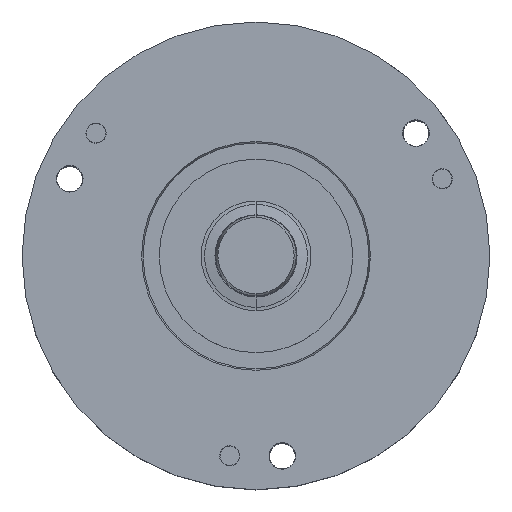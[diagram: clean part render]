
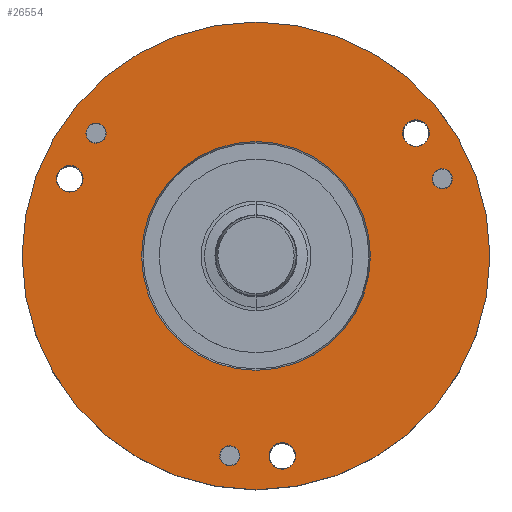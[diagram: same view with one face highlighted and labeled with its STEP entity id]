
A CAD part, top view. The second image highlights one B-rep face of the part: STEP entity #26554.
In plain terms, the highlighted planar face has unit normal (0, 0, 1).
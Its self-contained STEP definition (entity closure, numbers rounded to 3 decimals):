
#4237=CARTESIAN_POINT('',(0.,0.,25.));
#4238=DIRECTION('',(0.,0.,1.));
#4239=DIRECTION('',(1.,0.,0.));
#4240=AXIS2_PLACEMENT_3D('',#4237,#4238,#4239);
#4242=CARTESIAN_POINT('',(0.,0.,25.));
#4243=DIRECTION('',(0.,0.,1.));
#4244=DIRECTION('',(-1.,0.,0.));
#4245=AXIS2_PLACEMENT_3D('',#4242,#4243,#4244);
#4247=CARTESIAN_POINT('',(-19.834,15.219,25.));
#4248=DIRECTION('',(0.,0.,-1.));
#4249=DIRECTION('',(-0.793,0.609,0.));
#4250=AXIS2_PLACEMENT_3D('',#4247,#4248,#4249);
#4252=CARTESIAN_POINT('',(-19.834,15.219,25.));
#4253=DIRECTION('',(0.,0.,-1.));
#4254=DIRECTION('',(0.793,-0.609,0.));
#4255=AXIS2_PLACEMENT_3D('',#4252,#4253,#4254);
#4257=CARTESIAN_POINT('',(-3.263,-24.786,25.));
#4258=DIRECTION('',(0.,0.,-1.));
#4259=DIRECTION('',(-0.131,-0.991,0.));
#4260=AXIS2_PLACEMENT_3D('',#4257,#4258,#4259);
#4262=CARTESIAN_POINT('',(-3.263,-24.786,25.));
#4263=DIRECTION('',(0.,0.,-1.));
#4264=DIRECTION('',(0.131,0.991,0.));
#4265=AXIS2_PLACEMENT_3D('',#4262,#4263,#4264);
#4267=CARTESIAN_POINT('',(23.097,9.567,25.));
#4268=DIRECTION('',(0.,0.,-1.));
#4269=DIRECTION('',(0.924,0.383,0.));
#4270=AXIS2_PLACEMENT_3D('',#4267,#4268,#4269);
#4272=CARTESIAN_POINT('',(23.097,9.567,25.));
#4273=DIRECTION('',(0.,0.,-1.));
#4274=DIRECTION('',(-0.924,-0.383,0.));
#4275=AXIS2_PLACEMENT_3D('',#4272,#4273,#4274);
#4277=CARTESIAN_POINT('',(3.263,-24.786,25.));
#4278=DIRECTION('',(0.,0.,1.));
#4279=DIRECTION('',(0.,-1.,0.));
#4280=AXIS2_PLACEMENT_3D('',#4277,#4278,#4279);
#4282=CARTESIAN_POINT('',(3.263,-24.786,25.));
#4283=DIRECTION('',(0.,0.,1.));
#4284=DIRECTION('',(0.,1.,0.));
#4285=AXIS2_PLACEMENT_3D('',#4282,#4283,#4284);
#4287=CARTESIAN_POINT('',(19.834,15.219,25.));
#4288=DIRECTION('',(0.,0.,1.));
#4289=DIRECTION('',(0.,-1.,0.));
#4290=AXIS2_PLACEMENT_3D('',#4287,#4288,#4289);
#4292=CARTESIAN_POINT('',(19.834,15.219,25.));
#4293=DIRECTION('',(0.,0.,1.));
#4294=DIRECTION('',(0.,1.,0.));
#4295=AXIS2_PLACEMENT_3D('',#4292,#4293,#4294);
#4297=CARTESIAN_POINT('',(-23.097,9.567,25.));
#4298=DIRECTION('',(0.,0.,1.));
#4299=DIRECTION('',(0.,-1.,0.));
#4300=AXIS2_PLACEMENT_3D('',#4297,#4298,#4299);
#4302=CARTESIAN_POINT('',(-23.097,9.567,25.));
#4303=DIRECTION('',(0.,0.,1.));
#4304=DIRECTION('',(0.,1.,0.));
#4305=AXIS2_PLACEMENT_3D('',#4302,#4303,#4304);
#4316=CARTESIAN_POINT('',(0.,0.,25.));
#4317=DIRECTION('',(0.,0.,-1.));
#4318=DIRECTION('',(-1.,0.,0.));
#4319=AXIS2_PLACEMENT_3D('',#4316,#4317,#4318);
#4345=CARTESIAN_POINT('',(0.,0.,25.));
#4346=DIRECTION('',(0.,0.,-1.));
#4347=DIRECTION('',(1.,0.,0.));
#4348=AXIS2_PLACEMENT_3D('',#4345,#4346,#4347);
#20846=CARTESIAN_POINT('',(29.,0.,25.));
#20847=CARTESIAN_POINT('',(-29.,0.,25.));
#20848=VERTEX_POINT('',#20846);
#20849=VERTEX_POINT('',#20847);
#20926=CARTESIAN_POINT('',(-20.826,15.98,25.));
#20927=CARTESIAN_POINT('',(-18.842,14.458,25.));
#20928=VERTEX_POINT('',#20926);
#20929=VERTEX_POINT('',#20927);
#20930=CARTESIAN_POINT('',(-3.426,-26.025,25.));
#20931=CARTESIAN_POINT('',(-3.1,-23.547,25.));
#20932=VERTEX_POINT('',#20930);
#20933=VERTEX_POINT('',#20931);
#20934=CARTESIAN_POINT('',(24.252,10.045,25.));
#20935=CARTESIAN_POINT('',(21.942,9.089,25.));
#20936=VERTEX_POINT('',#20934);
#20937=VERTEX_POINT('',#20935);
#21036=CARTESIAN_POINT('',(14.188,0.,25.));
#21037=CARTESIAN_POINT('',(-14.188,0.,25.));
#21038=VERTEX_POINT('',#21036);
#21039=VERTEX_POINT('',#21037);
#21220=CARTESIAN_POINT('',(3.263,-26.436,25.));
#21221=CARTESIAN_POINT('',(3.263,-23.136,25.));
#21222=VERTEX_POINT('',#21220);
#21223=VERTEX_POINT('',#21221);
#21228=CARTESIAN_POINT('',(19.834,13.569,25.));
#21229=CARTESIAN_POINT('',(19.834,16.869,25.));
#21230=VERTEX_POINT('',#21228);
#21231=VERTEX_POINT('',#21229);
#21236=CARTESIAN_POINT('',(-23.097,7.917,25.));
#21237=CARTESIAN_POINT('',(-23.097,11.217,25.));
#21238=VERTEX_POINT('',#21236);
#21239=VERTEX_POINT('',#21237);
#26503=CARTESIAN_POINT('',(0.,0.,25.));
#26504=DIRECTION('',(0.,0.,1.));
#26505=DIRECTION('',(1.,0.,0.));
#26506=AXIS2_PLACEMENT_3D('',#26503,#26504,#26505);
#26507=PLANE('',#26506);
#26508=ORIENTED_EDGE('',*,*,#26483,.F.);
#26509=ORIENTED_EDGE('',*,*,#26497,.F.);
#26510=EDGE_LOOP('',(#26508,#26509));
#26511=FACE_OUTER_BOUND('',#26510,.F.);
#26513=ORIENTED_EDGE('',*,*,#26512,.F.);
#26515=ORIENTED_EDGE('',*,*,#26514,.F.);
#26516=EDGE_LOOP('',(#26513,#26515));
#26517=FACE_BOUND('',#26516,.F.);
#26519=ORIENTED_EDGE('',*,*,#26518,.F.);
#26521=ORIENTED_EDGE('',*,*,#26520,.F.);
#26522=EDGE_LOOP('',(#26519,#26521));
#26523=FACE_BOUND('',#26522,.F.);
#26525=ORIENTED_EDGE('',*,*,#26524,.F.);
#26527=ORIENTED_EDGE('',*,*,#26526,.F.);
#26528=EDGE_LOOP('',(#26525,#26527));
#26529=FACE_BOUND('',#26528,.F.);
#26531=ORIENTED_EDGE('',*,*,#26530,.F.);
#26533=ORIENTED_EDGE('',*,*,#26532,.F.);
#26534=EDGE_LOOP('',(#26531,#26533));
#26535=FACE_BOUND('',#26534,.F.);
#26537=ORIENTED_EDGE('',*,*,#26536,.T.);
#26539=ORIENTED_EDGE('',*,*,#26538,.T.);
#26540=EDGE_LOOP('',(#26537,#26539));
#26541=FACE_BOUND('',#26540,.F.);
#26543=ORIENTED_EDGE('',*,*,#26542,.T.);
#26545=ORIENTED_EDGE('',*,*,#26544,.T.);
#26546=EDGE_LOOP('',(#26543,#26545));
#26547=FACE_BOUND('',#26546,.F.);
#26549=ORIENTED_EDGE('',*,*,#26548,.T.);
#26551=ORIENTED_EDGE('',*,*,#26550,.T.);
#26552=EDGE_LOOP('',(#26549,#26551));
#26553=FACE_BOUND('',#26552,.F.);
#4241=CIRCLE('',#4240,29.);
#4246=CIRCLE('',#4245,29.);
#4251=CIRCLE('',#4250,1.25);
#4256=CIRCLE('',#4255,1.25);
#4261=CIRCLE('',#4260,1.25);
#4266=CIRCLE('',#4265,1.25);
#4271=CIRCLE('',#4270,1.25);
#4276=CIRCLE('',#4275,1.25);
#4281=CIRCLE('',#4280,1.65);
#4286=CIRCLE('',#4285,1.65);
#4291=CIRCLE('',#4290,1.65);
#4296=CIRCLE('',#4295,1.65);
#4301=CIRCLE('',#4300,1.65);
#4306=CIRCLE('',#4305,1.65);
#4320=CIRCLE('',#4319,14.188);
#4349=CIRCLE('',#4348,14.188);
#26483=EDGE_CURVE('',#20848,#20849,#4241,.T.);
#26497=EDGE_CURVE('',#20849,#20848,#4246,.T.);
#26512=EDGE_CURVE('',#21039,#21038,#4320,.T.);
#26514=EDGE_CURVE('',#21038,#21039,#4349,.T.);
#26518=EDGE_CURVE('',#20928,#20929,#4251,.T.);
#26520=EDGE_CURVE('',#20929,#20928,#4256,.T.);
#26524=EDGE_CURVE('',#20932,#20933,#4261,.T.);
#26526=EDGE_CURVE('',#20933,#20932,#4266,.T.);
#26530=EDGE_CURVE('',#20936,#20937,#4271,.T.);
#26532=EDGE_CURVE('',#20937,#20936,#4276,.T.);
#26536=EDGE_CURVE('',#21222,#21223,#4281,.T.);
#26538=EDGE_CURVE('',#21223,#21222,#4286,.T.);
#26542=EDGE_CURVE('',#21230,#21231,#4291,.T.);
#26544=EDGE_CURVE('',#21231,#21230,#4296,.T.);
#26548=EDGE_CURVE('',#21238,#21239,#4301,.T.);
#26550=EDGE_CURVE('',#21239,#21238,#4306,.T.);
#26554=ADVANCED_FACE('',(#26511,#26517,#26523,#26529,#26535,#26541,#26547,
#26553),#26507,.T.);
